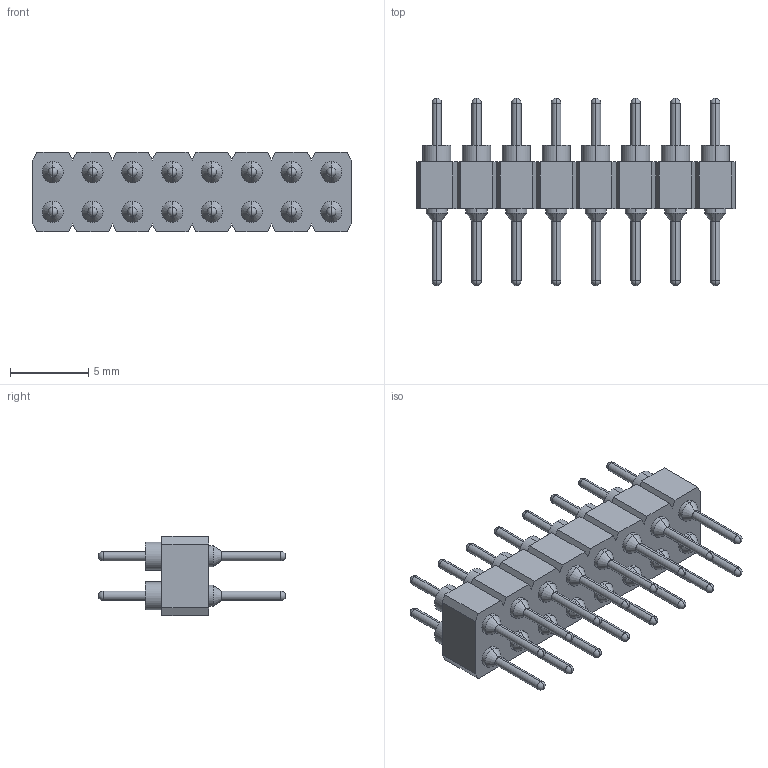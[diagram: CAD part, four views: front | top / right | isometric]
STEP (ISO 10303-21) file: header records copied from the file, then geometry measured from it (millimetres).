
FILE_DESCRIPTION (( 'STEP AP214' ), '1' );
FILE_NAME ('FSI25404-MD16S1018B-REF.STEP', '2025-05-21T09:37:23', ( '' ), ( '' ), 'SwSTEP 2.0', 'SolidWorks 2021', '' );
FILE_SCHEMA (( 'AUTOMOTIVE_DESIGN' ));
Length unit declared in the file: millimetre
Products named in the file (1): FSI25404-MD16S1018B-REF
Bounding box: 20.32 x 11.96 x 5.08 mm (x, y, z)
Volume: 390.6 mm3; surface area: 710.9 mm2
Topology: 1 solids, 1 shells, 292 faces, 694 edges, 388 vertices
Faces by surface type: cylinder 128, plane 68, sphere 64, cone 32
Entity records: 7660 total; most frequent: DIRECTION 1472, CARTESIAN_POINT 1247, ORIENTED_EDGE 1196, EDGE_CURVE 598, AXIS2_PLACEMENT_3D 581, VERTEX_POINT 356, EDGE_LOOP 340, LINE 310
